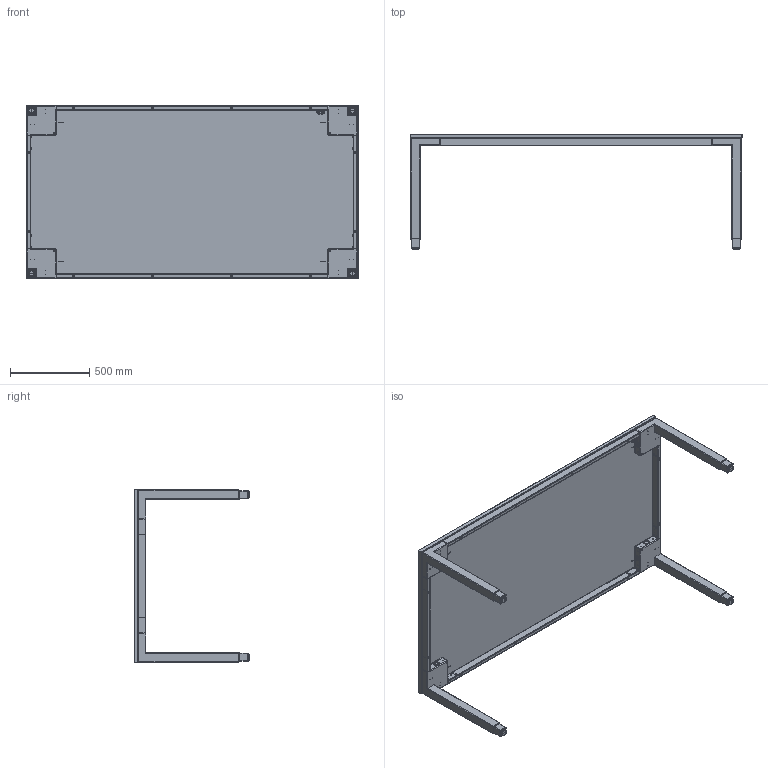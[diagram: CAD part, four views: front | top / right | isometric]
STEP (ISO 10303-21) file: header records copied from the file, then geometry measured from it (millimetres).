
FILE_DESCRIPTION (( 'STEP AP203' ), '1' );
FILE_NAME ('TETRA RECANGLE 2100 - HIGH END by Swedstyle_562001XXG-1.STEP', '2021-03-11T05:39:58', ( '' ), ( '' ), 'SwSTEP 2.0', 'SolidWorks 2019', '' );
FILE_SCHEMA (( 'CONFIG_CONTROL_DESIGN' ));
Length unit declared in the file: millimetre
Products named in the file (3): TETRA RECANGLE 2100 - HIGH END by Swedstyle_562001XXG-1; Tetra Rectangle 2100, +50mm, exkl. skiva - HIGH END; Skiva - Tetra Rectangle 2100 HIGH END
Assembly tree (2 placements, depth 2):
  TETRA RECANGLE 2100 - HIGH END by Swedstyle_562001XXG-1
    Tetra Rectangle 2100, +50mm, exkl. skiva - HIGH END
    Skiva - Tetra Rectangle 2100 HIGH END
Bounding box: 2100 x 730.9 x 1100 mm (x, y, z)
Surface area: 6982610.8 mm2 (no closed solid volume)
Topology: 0 solids, 143 shells, 870 faces, 3771 edges, 3001 vertices
Faces by surface type: plane 366, cylinder 360, torus 80, bspline 33, cone 19, sphere 12
Entity records: 43097 total; most frequent: CARTESIAN_POINT 11893, DIRECTION 6724, ORIENTED_EDGE 5131, EDGE_CURVE 3769, VERTEX_POINT 3001, AXIS2_PLACEMENT_3D 2359, VECTOR 2006, LINE 2006
